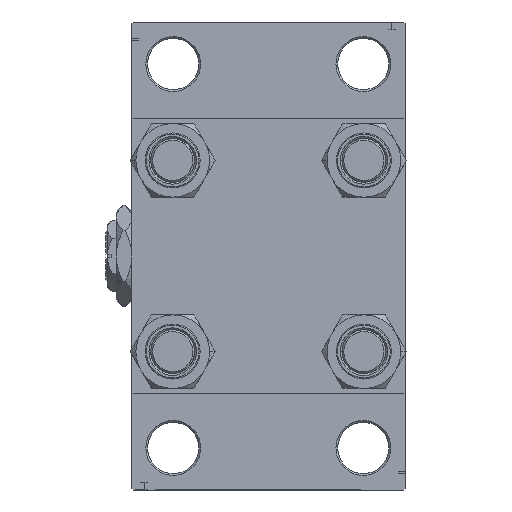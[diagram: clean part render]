
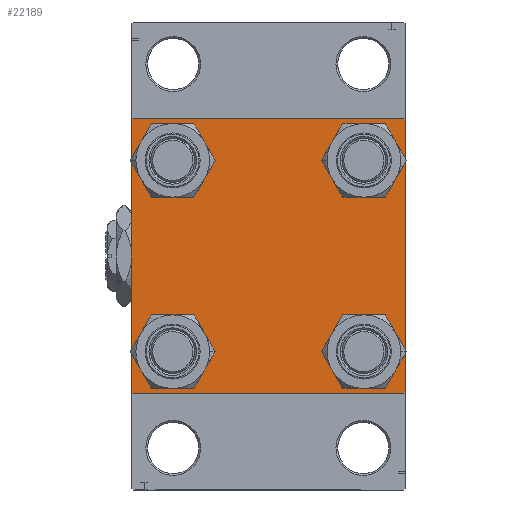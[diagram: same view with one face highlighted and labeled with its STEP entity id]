
A CAD part, left-side view. The second image highlights one B-rep face of the part: STEP entity #22189.
In plain terms, the highlighted planar face has unit normal (-1, 0, 0).
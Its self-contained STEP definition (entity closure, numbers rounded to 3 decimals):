
#323 = CARTESIAN_POINT ( 'NONE',  ( 0., 26.15, -26.15 ) ) ;
#420 = LINE ( 'NONE', #3000, #30072 ) ;
#790 = CIRCLE ( 'NONE', #28630, 6.5 ) ;
#941 = CARTESIAN_POINT ( 'NONE',  ( 0., -26.15, -26.15 ) ) ;
#988 = DIRECTION ( 'NONE',  ( 1., 0., 0. ) ) ;
#1653 = CARTESIAN_POINT ( 'NONE',  ( 0., 26.15, -32.65 ) ) ;
#1898 = CARTESIAN_POINT ( 'NONE',  ( 0., -37., -37.5 ) ) ;
#2145 = VECTOR ( 'NONE', #15383, 1000. ) ;
#2919 = ORIENTED_EDGE ( 'NONE', *, *, #33271, .T. ) ;
#3000 = CARTESIAN_POINT ( 'NONE',  ( 0., 37.25, 37.25 ) ) ;
#3181 = DIRECTION ( 'NONE',  ( 0., 0., 1. ) ) ;
#4278 = DIRECTION ( 'NONE',  ( 0., -1., 0. ) ) ;
#4411 = ORIENTED_EDGE ( 'NONE', *, *, #38286, .T. ) ;
#5092 = CARTESIAN_POINT ( 'NONE',  ( 0., 26.15, 19.65 ) ) ;
#5311 = EDGE_LOOP ( 'NONE', ( #13519, #12090, #12675, #26790, #17303, #6052, #49021, #26121 ) ) ;
#5882 = CARTESIAN_POINT ( 'NONE',  ( 0., 0., 0. ) ) ;
#6052 = ORIENTED_EDGE ( 'NONE', *, *, #7341, .T. ) ;
#6786 = LINE ( 'NONE', #41181, #21638 ) ;
#7341 = EDGE_CURVE ( 'NONE', #22031, #32452, #6786, .T. ) ;
#7465 = DIRECTION ( 'NONE',  ( 0., 0., 1. ) ) ;
#8200 = EDGE_CURVE ( 'NONE', #27046, #18467, #40203, .T. ) ;
#8380 = ORIENTED_EDGE ( 'NONE', *, *, #35565, .T. ) ;
#9075 = DIRECTION ( 'NONE',  ( 0., 0., 1. ) ) ;
#10086 = DIRECTION ( 'NONE',  ( 0., 0., 1. ) ) ;
#10872 = EDGE_CURVE ( 'NONE', #29942, #31848, #11292, .T. ) ;
#11203 = CARTESIAN_POINT ( 'NONE',  ( 0., 26.15, 26.15 ) ) ;
#11292 = CIRCLE ( 'NONE', #42324, 6.5 ) ;
#11595 = CARTESIAN_POINT ( 'NONE',  ( 0., -26.15, 26.15 ) ) ;
#12090 = ORIENTED_EDGE ( 'NONE', *, *, #44755, .T. ) ;
#12203 = CARTESIAN_POINT ( 'NONE',  ( 0., 26.15, 26.15 ) ) ;
#12300 = AXIS2_PLACEMENT_3D ( 'NONE', #941, #28271, #10086 ) ;
#12346 = EDGE_CURVE ( 'NONE', #30511, #42821, #16102, .T. ) ;
#12503 = AXIS2_PLACEMENT_3D ( 'NONE', #43229, #46730, #9075 ) ;
#12531 = CARTESIAN_POINT ( 'NONE',  ( 0., -37., 37.5 ) ) ;
#12675 = ORIENTED_EDGE ( 'NONE', *, *, #47043, .T. ) ;
#12900 = CARTESIAN_POINT ( 'NONE',  ( 0., 37., -37.5 ) ) ;
#13289 = VECTOR ( 'NONE', #4278, 1000. ) ;
#13519 = ORIENTED_EDGE ( 'NONE', *, *, #8200, .T. ) ;
#13603 = LINE ( 'NONE', #21569, #27473 ) ;
#13608 = DIRECTION ( 'NONE',  ( -1., 0., 0. ) ) ;
#13833 = DIRECTION ( 'NONE',  ( 0., 0., 1. ) ) ;
#14128 = ORIENTED_EDGE ( 'NONE', *, *, #15019, .T. ) ;
#14589 = FACE_BOUND ( 'NONE', #17053, .T. ) ;
#15019 = EDGE_CURVE ( 'NONE', #30239, #45758, #22562, .T. ) ;
#15383 = DIRECTION ( 'NONE',  ( 0., -0.707, 0.707 ) ) ;
#16102 = CIRCLE ( 'NONE', #43960, 6.5 ) ;
#17053 = EDGE_LOOP ( 'NONE', ( #21789, #31321 ) ) ;
#17303 = ORIENTED_EDGE ( 'NONE', *, *, #18748, .F. ) ;
#17592 = FACE_BOUND ( 'NONE', #34215, .T. ) ;
#18467 = VERTEX_POINT ( 'NONE', #29589 ) ;
#18530 = VERTEX_POINT ( 'NONE', #27818 ) ;
#18748 = EDGE_CURVE ( 'NONE', #22031, #20683, #13603, .T. ) ;
#19972 = VECTOR ( 'NONE', #36459, 1000. ) ;
#20590 = DIRECTION ( 'NONE',  ( 0., 0., -1. ) ) ;
#20683 = VERTEX_POINT ( 'NONE', #32115 ) ;
#21170 = DIRECTION ( 'NONE',  ( 0., -1., 0. ) ) ;
#21192 = EDGE_LOOP ( 'NONE', ( #42518, #4411 ) ) ;
#21569 = CARTESIAN_POINT ( 'NONE',  ( 0., -37.5, 37.5 ) ) ;
#21638 = VECTOR ( 'NONE', #21725, 1000. ) ;
#21725 = DIRECTION ( 'NONE',  ( 0., 0.707, 0.707 ) ) ;
#21789 = ORIENTED_EDGE ( 'NONE', *, *, #48191, .T. ) ;
#22031 = VERTEX_POINT ( 'NONE', #49286 ) ;
#22129 = CARTESIAN_POINT ( 'NONE',  ( 0., -26.15, 19.65 ) ) ;
#22189 = ADVANCED_FACE ( 'NONE', ( #25793, #33030, #17592, #14589, #43780 ), #24809, .T. ) ;
#22562 = CIRCLE ( 'NONE', #40894, 6.5 ) ;
#22613 = CARTESIAN_POINT ( 'NONE',  ( 0., -37.25, -37.25 ) ) ;
#23309 = CARTESIAN_POINT ( 'NONE',  ( 0., 26.15, 32.65 ) ) ;
#24361 = ORIENTED_EDGE ( 'NONE', *, *, #26456, .T. ) ;
#24809 = PLANE ( 'NONE',  #31449 ) ;
#24893 = LINE ( 'NONE', #25147, #44109 ) ;
#25063 = DIRECTION ( 'NONE',  ( 0., 0., 1. ) ) ;
#25147 = CARTESIAN_POINT ( 'NONE',  ( 0., 37.5, 37.5 ) ) ;
#25793 = FACE_BOUND ( 'NONE', #34524, .T. ) ;
#26121 = ORIENTED_EDGE ( 'NONE', *, *, #46403, .T. ) ;
#26456 = EDGE_CURVE ( 'NONE', #18530, #30002, #26822, .T. ) ;
#26790 = ORIENTED_EDGE ( 'NONE', *, *, #47494, .T. ) ;
#26822 = CIRCLE ( 'NONE', #12503, 6.5 ) ;
#27046 = VERTEX_POINT ( 'NONE', #42874 ) ;
#27075 = DIRECTION ( 'NONE',  ( 0., 0.707, -0.707 ) ) ;
#27473 = VECTOR ( 'NONE', #20590, 1000. ) ;
#27731 = DIRECTION ( 'NONE',  ( 0., 0., 1. ) ) ;
#27818 = CARTESIAN_POINT ( 'NONE',  ( 0., -26.15, 32.65 ) ) ;
#27960 = CARTESIAN_POINT ( 'NONE',  ( 0., 37., 37.5 ) ) ;
#28271 = DIRECTION ( 'NONE',  ( 1., 0., 0. ) ) ;
#28379 = DIRECTION ( 'NONE',  ( 0., 0., 1. ) ) ;
#28630 = AXIS2_PLACEMENT_3D ( 'NONE', #323, #42205, #27731 ) ;
#29228 = VECTOR ( 'NONE', #38429, 1000. ) ;
#29589 = CARTESIAN_POINT ( 'NONE',  ( 0., 37.5, -37. ) ) ;
#29942 = VERTEX_POINT ( 'NONE', #36833 ) ;
#30002 = VERTEX_POINT ( 'NONE', #22129 ) ;
#30032 = AXIS2_PLACEMENT_3D ( 'NONE', #12203, #988, #28379 ) ;
#30072 = VECTOR ( 'NONE', #27075, 1000. ) ;
#30182 = VERTEX_POINT ( 'NONE', #1898 ) ;
#30239 = VERTEX_POINT ( 'NONE', #1653 ) ;
#30327 = LINE ( 'NONE', #22613, #2145 ) ;
#30511 = VERTEX_POINT ( 'NONE', #5092 ) ;
#30701 = CARTESIAN_POINT ( 'NONE',  ( 0., 37.25, -37.25 ) ) ;
#30955 = LINE ( 'NONE', #30701, #29228 ) ;
#31321 = ORIENTED_EDGE ( 'NONE', *, *, #12346, .T. ) ;
#31449 = AXIS2_PLACEMENT_3D ( 'NONE', #5882, #13608, #25063 ) ;
#31848 = VERTEX_POINT ( 'NONE', #40361 ) ;
#32115 = CARTESIAN_POINT ( 'NONE',  ( 0., -37.5, -37. ) ) ;
#32452 = VERTEX_POINT ( 'NONE', #12531 ) ;
#33030 = FACE_BOUND ( 'NONE', #21192, .T. ) ;
#33271 = EDGE_CURVE ( 'NONE', #45758, #30239, #790, .T. ) ;
#34215 = EDGE_LOOP ( 'NONE', ( #2919, #14128 ) ) ;
#34524 = EDGE_LOOP ( 'NONE', ( #24361, #8380 ) ) ;
#35565 = EDGE_CURVE ( 'NONE', #30002, #18530, #39256, .T. ) ;
#35885 = CARTESIAN_POINT ( 'NONE',  ( 0., 26.15, -19.65 ) ) ;
#36459 = DIRECTION ( 'NONE',  ( 0., 0., -1. ) ) ;
#36674 = VERTEX_POINT ( 'NONE', #27960 ) ;
#36833 = CARTESIAN_POINT ( 'NONE',  ( 0., -26.15, -19.65 ) ) ;
#36959 = CIRCLE ( 'NONE', #12300, 6.5 ) ;
#37137 = DIRECTION ( 'NONE',  ( 1., 0., 0. ) ) ;
#37165 = EDGE_CURVE ( 'NONE', #36674, #32452, #24893, .T. ) ;
#37320 = CARTESIAN_POINT ( 'NONE',  ( 0., 26.15, -26.15 ) ) ;
#37767 = DIRECTION ( 'NONE',  ( 1., 0., 0. ) ) ;
#38286 = EDGE_CURVE ( 'NONE', #31848, #29942, #36959, .T. ) ;
#38409 = LINE ( 'NONE', #45187, #13289 ) ;
#38429 = DIRECTION ( 'NONE',  ( 0., -0.707, -0.707 ) ) ;
#39256 = CIRCLE ( 'NONE', #42477, 6.5 ) ;
#39574 = CIRCLE ( 'NONE', #30032, 6.5 ) ;
#40203 = LINE ( 'NONE', #47438, #19972 ) ;
#40361 = CARTESIAN_POINT ( 'NONE',  ( 0., -26.15, -32.65 ) ) ;
#40816 = DIRECTION ( 'NONE',  ( 1., 0., 0. ) ) ;
#40894 = AXIS2_PLACEMENT_3D ( 'NONE', #37320, #40816, #3181 ) ;
#41181 = CARTESIAN_POINT ( 'NONE',  ( 0., -37.25, 37.25 ) ) ;
#41520 = DIRECTION ( 'NONE',  ( 0., 0., 1. ) ) ;
#42205 = DIRECTION ( 'NONE',  ( 1., 0., 0. ) ) ;
#42324 = AXIS2_PLACEMENT_3D ( 'NONE', #43999, #47987, #13833 ) ;
#42477 = AXIS2_PLACEMENT_3D ( 'NONE', #11595, #37767, #41520 ) ;
#42506 = VERTEX_POINT ( 'NONE', #12900 ) ;
#42518 = ORIENTED_EDGE ( 'NONE', *, *, #10872, .T. ) ;
#42821 = VERTEX_POINT ( 'NONE', #23309 ) ;
#42874 = CARTESIAN_POINT ( 'NONE',  ( 0., 37.5, 37. ) ) ;
#43229 = CARTESIAN_POINT ( 'NONE',  ( 0., -26.15, 26.15 ) ) ;
#43780 = FACE_OUTER_BOUND ( 'NONE', #5311, .T. ) ;
#43960 = AXIS2_PLACEMENT_3D ( 'NONE', #11203, #37137, #7465 ) ;
#43999 = CARTESIAN_POINT ( 'NONE',  ( 0., -26.15, -26.15 ) ) ;
#44109 = VECTOR ( 'NONE', #21170, 1000. ) ;
#44755 = EDGE_CURVE ( 'NONE', #18467, #42506, #30955, .T. ) ;
#45187 = CARTESIAN_POINT ( 'NONE',  ( 0., 37.5, -37.5 ) ) ;
#45758 = VERTEX_POINT ( 'NONE', #35885 ) ;
#46403 = EDGE_CURVE ( 'NONE', #36674, #27046, #420, .T. ) ;
#46730 = DIRECTION ( 'NONE',  ( 1., 0., 0. ) ) ;
#47043 = EDGE_CURVE ( 'NONE', #42506, #30182, #38409, .T. ) ;
#47438 = CARTESIAN_POINT ( 'NONE',  ( 0., 37.5, 37.5 ) ) ;
#47494 = EDGE_CURVE ( 'NONE', #30182, #20683, #30327, .T. ) ;
#47987 = DIRECTION ( 'NONE',  ( 1., 0., 0. ) ) ;
#48191 = EDGE_CURVE ( 'NONE', #42821, #30511, #39574, .T. ) ;
#49021 = ORIENTED_EDGE ( 'NONE', *, *, #37165, .F. ) ;
#49286 = CARTESIAN_POINT ( 'NONE',  ( 0., -37.5, 37. ) ) ;
